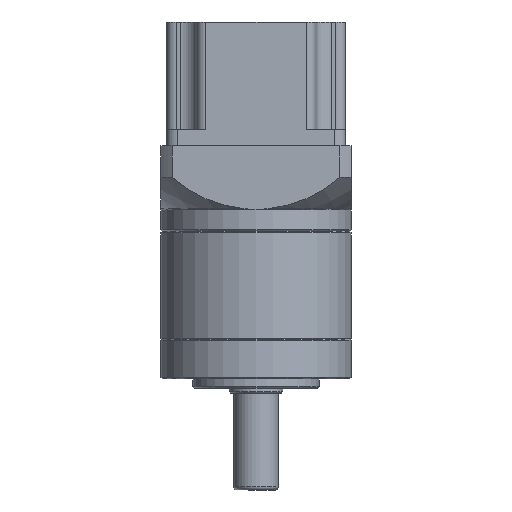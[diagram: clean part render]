
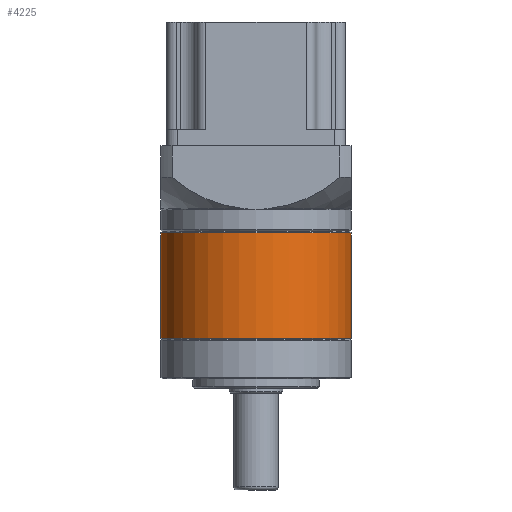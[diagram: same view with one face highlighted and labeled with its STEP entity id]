
A CAD part, front view. The second image highlights one B-rep face of the part: STEP entity #4225.
In plain terms, the highlighted cylindrical face has radius 30 mm (diameter 60 mm), a partial arc.
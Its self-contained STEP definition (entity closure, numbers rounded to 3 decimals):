
#82 = CARTESIAN_POINT ( 'NONE',  ( 0., 0., -60.7 ) ) ;
#83 = DIRECTION ( 'NONE',  ( 0., 0., 1. ) ) ;
#84 = DIRECTION ( 'NONE',  ( 1., 0., 0. ) ) ;
#100 = CARTESIAN_POINT ( 'NONE',  ( 0., 0., -27.5 ) ) ;
#101 = DIRECTION ( 'NONE',  ( 0., 0., 1. ) ) ;
#102 = DIRECTION ( 'NONE',  ( 1., 0., 0. ) ) ;
#255 = CARTESIAN_POINT ( 'NONE',  ( 0., 0., -60.7 ) ) ;
#256 = DIRECTION ( 'NONE',  ( 0., 0., 1. ) ) ;
#257 = DIRECTION ( 'NONE',  ( 1., 0., 0. ) ) ;
#785 = CIRCLE ( 'NONE', #5201, 30. ) ;
#838 = CARTESIAN_POINT ( 'NONE',  ( 30., 0., -60.7 ) ) ;
#847 = CARTESIAN_POINT ( 'NONE',  ( -30., 0., -60.7 ) ) ;
#880 = CARTESIAN_POINT ( 'NONE',  ( -30., 0., -27.5 ) ) ;
#886 = CARTESIAN_POINT ( 'NONE',  ( 30., 0., -27.5 ) ) ;
#1170 = ORIENTED_EDGE ( 'NONE', *, *, #4733, .F. ) ;
#1171 = ORIENTED_EDGE ( 'NONE', *, *, #5005, .F. ) ;
#1172 = ORIENTED_EDGE ( 'NONE', *, *, #4727, .T. ) ;
#1173 = ORIENTED_EDGE ( 'NONE', *, *, #5007, .T. ) ;
#1604 = AXIS2_PLACEMENT_3D ( 'NONE', #255, #256, #257 ) ;
#2130 = LINE ( 'NONE', #2874, #3655 ) ;
#2131 = LINE ( 'NONE', #2879, #3658 ) ;
#2388 = VERTEX_POINT ( 'NONE', #838 ) ;
#2397 = VERTEX_POINT ( 'NONE', #847 ) ;
#2430 = VERTEX_POINT ( 'NONE', #880 ) ;
#2436 = VERTEX_POINT ( 'NONE', #886 ) ;
#2874 = CARTESIAN_POINT ( 'NONE',  ( -30., 0., -60.7 ) ) ;
#2875 = DIRECTION ( 'NONE',  ( 0., 0., 1. ) ) ;
#2879 = CARTESIAN_POINT ( 'NONE',  ( 30., 0., -60.7 ) ) ;
#2880 = DIRECTION ( 'NONE',  ( 0., 0., 1. ) ) ;
#3059 = FACE_OUTER_BOUND ( 'NONE', #5259, .T. ) ;
#3060 = CYLINDRICAL_SURFACE ( 'NONE', #1604, 30. ) ;
#3334 = CIRCLE ( 'NONE', #3335, 30. ) ;
#3335 = AXIS2_PLACEMENT_3D ( 'NONE', #100, #101, #102 ) ;
#3655 = VECTOR ( 'NONE', #2875, 1000. ) ;
#3658 = VECTOR ( 'NONE', #2880, 1000. ) ;
#4225 = ADVANCED_FACE ( 'NONE', ( #3059 ), #3060, .T. ) ;
#4727 = EDGE_CURVE ( 'NONE', #2397, #2388, #785, .T. ) ;
#4733 = EDGE_CURVE ( 'NONE', #2430, #2436, #3334, .T. ) ;
#5005 = EDGE_CURVE ( 'NONE', #2397, #2430, #2130, .T. ) ;
#5007 = EDGE_CURVE ( 'NONE', #2388, #2436, #2131, .T. ) ;
#5201 = AXIS2_PLACEMENT_3D ( 'NONE', #82, #83, #84 ) ;
#5259 = EDGE_LOOP ( 'NONE', ( #1171, #1172, #1173, #1170 ) ) ;
